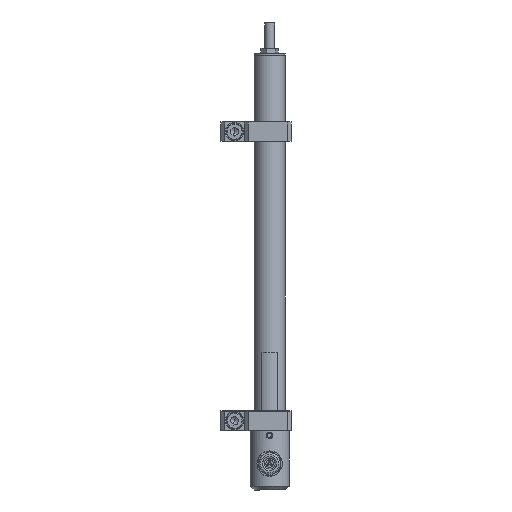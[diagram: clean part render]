
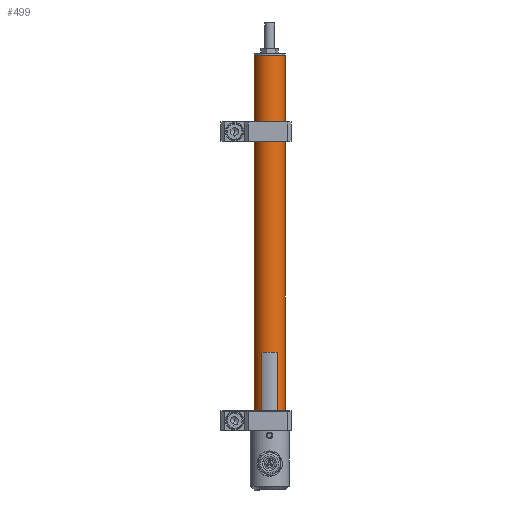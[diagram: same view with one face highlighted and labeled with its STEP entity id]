
A CAD part, front view. The second image highlights one B-rep face of the part: STEP entity #499.
In plain terms, the highlighted cylindrical face has radius 8 mm (diameter 16 mm), a partial arc.
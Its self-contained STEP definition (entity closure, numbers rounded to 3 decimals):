
#495 = VERTEX_POINT ( 'NONE', #6048 ) ;
#499 = ADVANCED_FACE ( 'NONE', ( #6168 ), #6044, .T. ) ;
#500 = ORIENTED_EDGE ( 'NONE', *, *, #663, .T. ) ;
#501 = EDGE_CURVE ( 'NONE', #662, #666, #6172, .T. ) ;
#506 = ORIENTED_EDGE ( 'NONE', *, *, #673, .T. ) ;
#507 = ORIENTED_EDGE ( 'NONE', *, *, #501, .T. ) ;
#662 = VERTEX_POINT ( 'NONE', #7059 ) ;
#663 = EDGE_CURVE ( 'NONE', #679, #495, #7002, .T. ) ;
#666 = VERTEX_POINT ( 'NONE', #7061 ) ;
#673 = EDGE_CURVE ( 'NONE', #495, #662, #7105, .T. ) ;
#676 = EDGE_CURVE ( 'NONE', #679, #666, #7188, .T. ) ;
#678 = ORIENTED_EDGE ( 'NONE', *, *, #676, .F. ) ;
#679 = VERTEX_POINT ( 'NONE', #7176 ) ;
#683 = EDGE_LOOP ( 'NONE', ( #678, #500, #506, #507 ) ) ;
#6044 = CYLINDRICAL_SURFACE ( 'NONE', #6154, 8. ) ;
#6048 = CARTESIAN_POINT ( 'NONE',  ( 8., 0., -192.5 ) ) ;
#6154 = AXIS2_PLACEMENT_3D ( 'NONE', #6227, #6221, #6220 ) ;
#6158 = CARTESIAN_POINT ( 'NONE',  ( 0., 0., -0.15 ) ) ;
#6168 = FACE_OUTER_BOUND ( 'NONE', #683, .T. ) ;
#6172 = CIRCLE ( 'NONE', #6181, 8. ) ;
#6181 = AXIS2_PLACEMENT_3D ( 'NONE', #6158, #6222, #6211 ) ;
#6211 = DIRECTION ( 'NONE',  ( 1., 0., 0. ) ) ;
#6220 = DIRECTION ( 'NONE',  ( 1., 0., 0. ) ) ;
#6221 = DIRECTION ( 'NONE',  ( 0., 0., 1. ) ) ;
#6222 = DIRECTION ( 'NONE',  ( 0., 0., -1. ) ) ;
#6227 = CARTESIAN_POINT ( 'NONE',  ( 0., 0., -201.7 ) ) ;
#7002 = CIRCLE ( 'NONE', #7054, 8. ) ;
#7032 = DIRECTION ( 'NONE',  ( -1., 0., 0. ) ) ;
#7033 = DIRECTION ( 'NONE',  ( 0., 0., 1. ) ) ;
#7035 = CARTESIAN_POINT ( 'NONE',  ( 0., 0., -192.5 ) ) ;
#7054 = AXIS2_PLACEMENT_3D ( 'NONE', #7035, #7033, #7032 ) ;
#7059 = CARTESIAN_POINT ( 'NONE',  ( 8., 0., -0.15 ) ) ;
#7061 = CARTESIAN_POINT ( 'NONE',  ( -8., 0., -0.15 ) ) ;
#7105 = LINE ( 'NONE', #7191, #7190 ) ;
#7176 = CARTESIAN_POINT ( 'NONE',  ( -8., 0., -192.5 ) ) ;
#7177 = DIRECTION ( 'NONE',  ( 0., 0., 1. ) ) ;
#7179 = VECTOR ( 'NONE', #7177, 1000. ) ;
#7181 = CARTESIAN_POINT ( 'NONE',  ( -8., 0., -201.7 ) ) ;
#7188 = LINE ( 'NONE', #7181, #7179 ) ;
#7189 = DIRECTION ( 'NONE',  ( 0., 0., 1. ) ) ;
#7190 = VECTOR ( 'NONE', #7189, 1000. ) ;
#7191 = CARTESIAN_POINT ( 'NONE',  ( 8., 0., -201.7 ) ) ;
